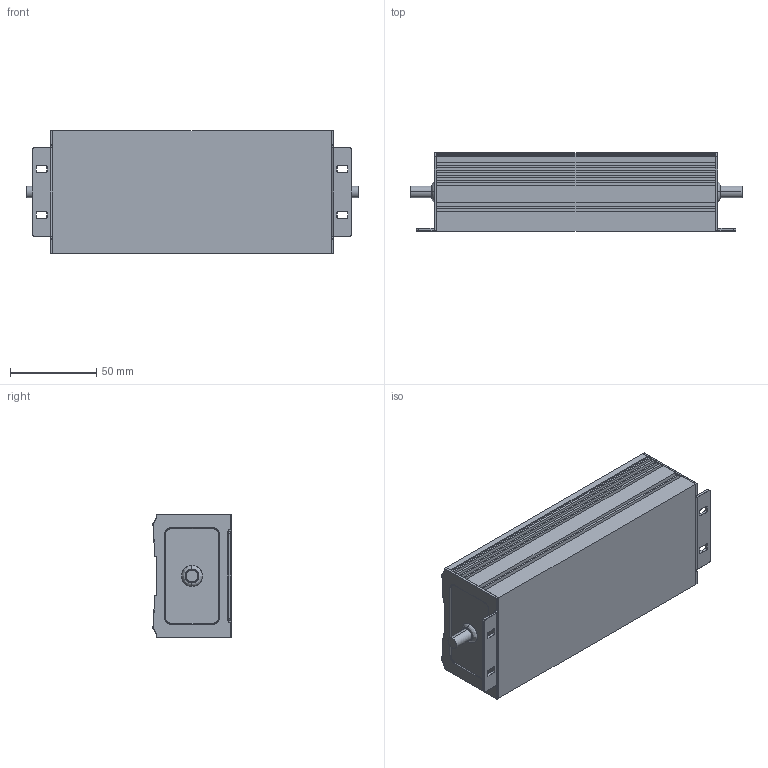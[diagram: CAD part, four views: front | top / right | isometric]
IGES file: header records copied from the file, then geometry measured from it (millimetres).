
Start section: SolidWorks IGES file using analytic representation for surfaces
Global section: file name: LED 90-100W STD DIMMABLE.IGS; native system: SolidWorks 2012; preprocessor: SolidWorks 2012; author: Engineering2; date: 120627.155427; units: inch
Bounding box: 192.71 x 45.47 x 71.39 mm (x, y, z)
Surface area: 81353.2 mm2 (no closed solid volume)
Topology: 0 solids, 0 shells, 496 faces, 3717 edges, 3709 vertices
Faces by surface type: bspline 336, revolution 160
